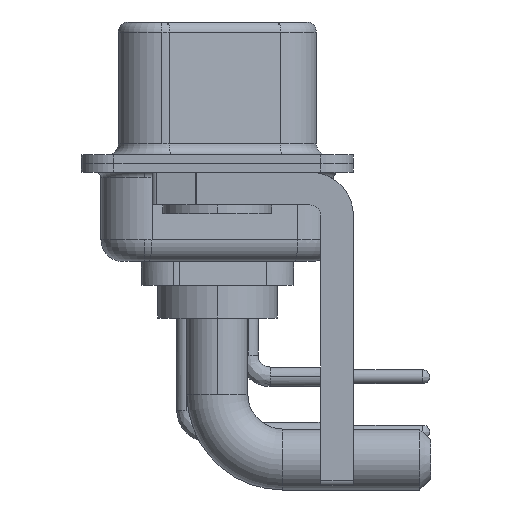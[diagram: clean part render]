
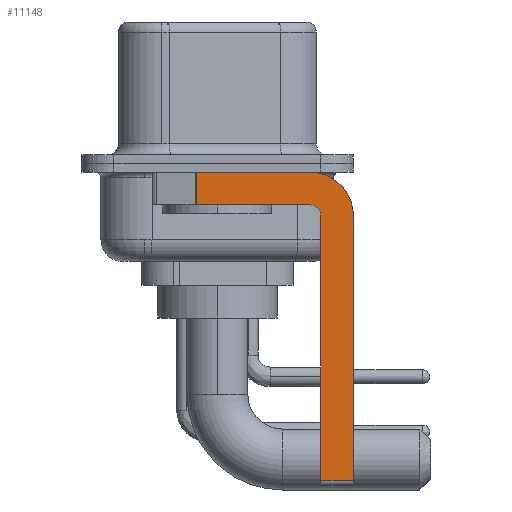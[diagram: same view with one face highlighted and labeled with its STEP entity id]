
A CAD part, left-side view. The second image highlights one B-rep face of the part: STEP entity #11148.
In plain terms, the highlighted planar face has unit normal (-1, 0, 0).
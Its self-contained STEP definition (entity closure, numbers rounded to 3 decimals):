
#132 = CARTESIAN_POINT ( 'NONE',  ( -2.9, -4.75, -14.55 ) ) ;
#741 = CARTESIAN_POINT ( 'NONE',  ( -2.9, -6.25, -14.55 ) ) ;
#1860 = VECTOR ( 'NONE', #27445, 1000. ) ;
#1938 = VERTEX_POINT ( 'NONE', #18324 ) ;
#2199 = VECTOR ( 'NONE', #7376, 1000. ) ;
#2975 = DIRECTION ( 'NONE',  ( 0., 0., 1. ) ) ;
#3126 = ORIENTED_EDGE ( 'NONE', *, *, #13935, .F. ) ;
#3128 = VERTEX_POINT ( 'NONE', #6993 ) ;
#3340 = EDGE_CURVE ( 'NONE', #15743, #22984, #7282, .T. ) ;
#3471 = CARTESIAN_POINT ( 'NONE',  ( -2.9, -6.25, -2.4 ) ) ;
#3719 = VERTEX_POINT ( 'NONE', #11974 ) ;
#4036 = LINE ( 'NONE', #12523, #1860 ) ;
#4285 = DIRECTION ( 'NONE',  ( 0., 0., 1. ) ) ;
#5345 = DIRECTION ( 'NONE',  ( -1., 0., 0. ) ) ;
#5369 = EDGE_CURVE ( 'NONE', #3719, #25307, #18741, .T. ) ;
#5716 = DIRECTION ( 'NONE',  ( 0., 0., -1. ) ) ;
#6691 = AXIS2_PLACEMENT_3D ( 'NONE', #23001, #18436, #5716 ) ;
#6993 = CARTESIAN_POINT ( 'NONE',  ( -2.9, 0.978, -0.4 ) ) ;
#7282 = LINE ( 'NONE', #9523, #15135 ) ;
#7356 = EDGE_CURVE ( 'NONE', #15743, #8807, #25893, .T. ) ;
#7376 = DIRECTION ( 'NONE',  ( 0., -1., 0. ) ) ;
#7547 = DIRECTION ( 'NONE',  ( 0., -1., 0. ) ) ;
#7640 = AXIS2_PLACEMENT_3D ( 'NONE', #24441, #5345, #2975 ) ;
#7852 = CARTESIAN_POINT ( 'NONE',  ( -2.9, -4.25, -2.4 ) ) ;
#8069 = CIRCLE ( 'NONE', #7640, 0.5 ) ;
#8807 = VERTEX_POINT ( 'NONE', #23294 ) ;
#9523 = CARTESIAN_POINT ( 'NONE',  ( -2.9, -4.25, -14.55 ) ) ;
#9667 = ORIENTED_EDGE ( 'NONE', *, *, #7356, .F. ) ;
#9702 = VECTOR ( 'NONE', #23486, 1000. ) ;
#9810 = CARTESIAN_POINT ( 'NONE',  ( -2.9, -4.25, -1.9 ) ) ;
#9905 = LINE ( 'NONE', #3471, #16842 ) ;
#11148 = ADVANCED_FACE ( 'NONE', ( #18491 ), #26954, .F. ) ;
#11635 = VERTEX_POINT ( 'NONE', #9810 ) ;
#11712 = LINE ( 'NONE', #13792, #2199 ) ;
#11974 = CARTESIAN_POINT ( 'NONE',  ( -2.9, -4.25, -0.4 ) ) ;
#12493 = EDGE_CURVE ( 'NONE', #3128, #3719, #11712, .T. ) ;
#12523 = CARTESIAN_POINT ( 'NONE',  ( -2.9, 0.978, -1.9 ) ) ;
#13792 = CARTESIAN_POINT ( 'NONE',  ( -2.9, 3., -0.4 ) ) ;
#13935 = EDGE_CURVE ( 'NONE', #8807, #11635, #8069, .T. ) ;
#14271 = DIRECTION ( 'NONE',  ( 1., 0., 0. ) ) ;
#14468 = EDGE_CURVE ( 'NONE', #3128, #1938, #4036, .T. ) ;
#14808 = VECTOR ( 'NONE', #4285, 1000. ) ;
#14988 = CARTESIAN_POINT ( 'NONE',  ( -2.9, -4.25, -1.9 ) ) ;
#15135 = VECTOR ( 'NONE', #7547, 1000. ) ;
#15178 = CARTESIAN_POINT ( 'NONE',  ( -2.9, -4.75, -14.8 ) ) ;
#15743 = VERTEX_POINT ( 'NONE', #132 ) ;
#16458 = DIRECTION ( 'NONE',  ( 0., 0., -1. ) ) ;
#16842 = VECTOR ( 'NONE', #16458, 1000. ) ;
#16909 = EDGE_CURVE ( 'NONE', #25307, #22984, #9905, .T. ) ;
#17170 = CARTESIAN_POINT ( 'NONE',  ( -2.9, -6.25, -2.4 ) ) ;
#17447 = ORIENTED_EDGE ( 'NONE', *, *, #5369, .F. ) ;
#18023 = ORIENTED_EDGE ( 'NONE', *, *, #3340, .T. ) ;
#18324 = CARTESIAN_POINT ( 'NONE',  ( -2.9, 0.978, -1.9 ) ) ;
#18436 = DIRECTION ( 'NONE',  ( 1., 0., 0. ) ) ;
#18491 = FACE_OUTER_BOUND ( 'NONE', #19872, .T. ) ;
#18508 = ORIENTED_EDGE ( 'NONE', *, *, #26367, .F. ) ;
#18741 = CIRCLE ( 'NONE', #6691, 2. ) ;
#18757 = DIRECTION ( 'NONE',  ( 0., 0., -1. ) ) ;
#19872 = EDGE_LOOP ( 'NONE', ( #24548, #24075, #18508, #3126, #9667, #18023, #25206, #17447 ) ) ;
#22984 = VERTEX_POINT ( 'NONE', #741 ) ;
#23001 = CARTESIAN_POINT ( 'NONE',  ( -2.9, -4.25, -2.4 ) ) ;
#23294 = CARTESIAN_POINT ( 'NONE',  ( -2.9, -4.75, -2.4 ) ) ;
#23486 = DIRECTION ( 'NONE',  ( 0., 1., 0. ) ) ;
#24075 = ORIENTED_EDGE ( 'NONE', *, *, #14468, .T. ) ;
#24441 = CARTESIAN_POINT ( 'NONE',  ( -2.9, -4.25, -2.4 ) ) ;
#24548 = ORIENTED_EDGE ( 'NONE', *, *, #12493, .F. ) ;
#25206 = ORIENTED_EDGE ( 'NONE', *, *, #16909, .F. ) ;
#25307 = VERTEX_POINT ( 'NONE', #17170 ) ;
#25893 = LINE ( 'NONE', #15178, #14808 ) ;
#26367 = EDGE_CURVE ( 'NONE', #11635, #1938, #27515, .T. ) ;
#26705 = AXIS2_PLACEMENT_3D ( 'NONE', #7852, #14271, #18757 ) ;
#26954 = PLANE ( 'NONE',  #26705 ) ;
#27445 = DIRECTION ( 'NONE',  ( 0., 0., -1. ) ) ;
#27515 = LINE ( 'NONE', #14988, #9702 ) ;
